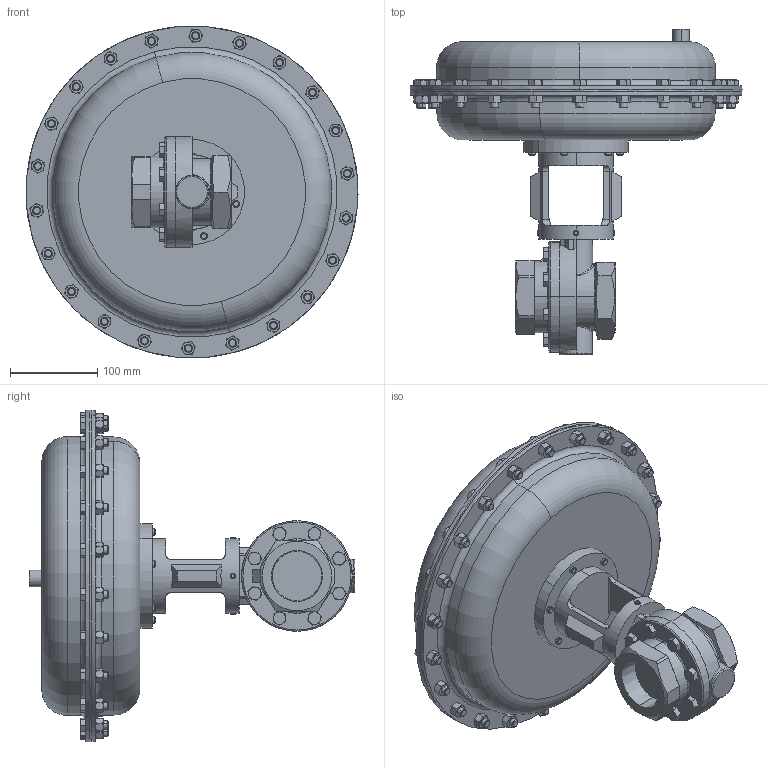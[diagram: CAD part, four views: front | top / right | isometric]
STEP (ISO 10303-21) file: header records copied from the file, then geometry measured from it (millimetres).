
FILE_DESCRIPTION (( 'STEP AP203' ), '1' );
FILE_NAME ('70-200-DI+BR-PT-85M.STEP', '2017-08-31T18:34:21', ( '' ), ( '' ), 'SwSTEP 2.0', 'SolidWorks 2014', '' );
FILE_SCHEMA (( 'CONFIG_CONTROL_DESIGN' ));
Length unit declared in the file: inch
Products named in the file (1): 70-200-DI+BR-PT-85M
Bounding box: 380.96 x 373.93 x 380.89 mm (x, y, z)
Volume: 10385727.1 mm3; surface area: 441506 mm2
Topology: 1 solids, 1 shells, 1222 faces, 2807 edges, 1689 vertices
Faces by surface type: cone 521, plane 511, cylinder 121, bspline 51, torus 18
Entity records: 50451 total; most frequent: CARTESIAN_POINT 24651, ORIENTED_EDGE 5614, DIRECTION 4855, EDGE_CURVE 2807, AXIS2_PLACEMENT_3D 1965, VERTEX_POINT 1689, EDGE_LOOP 1326, ADVANCED_FACE 1222
